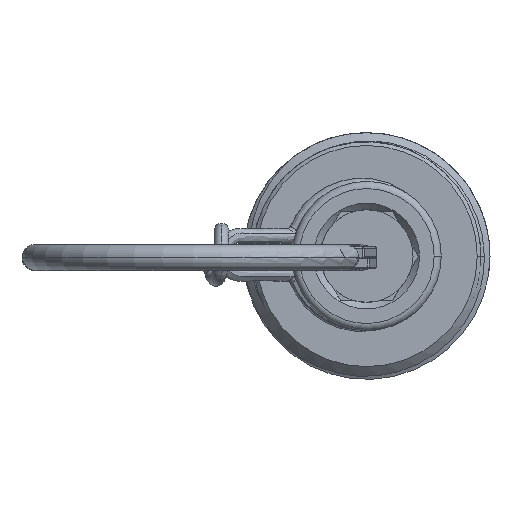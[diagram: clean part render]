
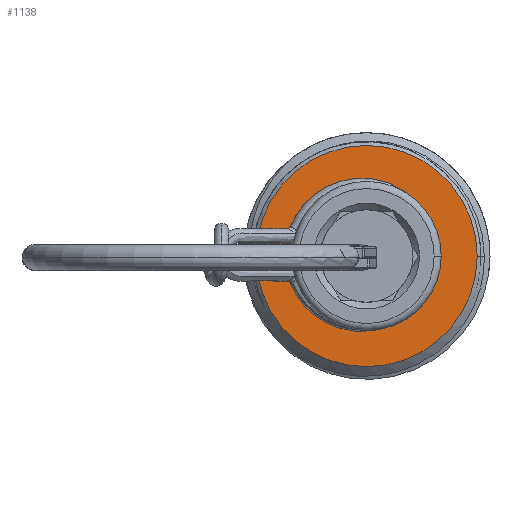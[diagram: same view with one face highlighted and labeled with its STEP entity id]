
A CAD part, left-side view. The second image highlights one B-rep face of the part: STEP entity #1138.
In plain terms, the highlighted planar face has unit normal (-1, 0, 0).
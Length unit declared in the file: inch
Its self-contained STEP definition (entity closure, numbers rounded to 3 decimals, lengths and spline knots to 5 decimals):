
#32 = AXIS2_PLACEMENT_3D ( 'NONE', #6339, #1807, #9295 ) ;
#444 = EDGE_LOOP ( 'NONE', ( #9627, #9828 ) ) ;
#1138 = ADVANCED_FACE ( 'NONE', ( #4459, #1153 ), #4556, .F. ) ;
#1153 = FACE_OUTER_BOUND ( 'NONE', #444, .T. ) ;
#1278 = ORIENTED_EDGE ( 'NONE', *, *, #4967, .F. ) ;
#1638 = CARTESIAN_POINT ( 'NONE',  ( 0.1875, 0., 0. ) ) ;
#1807 = DIRECTION ( 'NONE',  ( -1., 0., 0. ) ) ;
#1968 = CARTESIAN_POINT ( 'NONE',  ( 0.1875, 0.29625, 0. ) ) ;
#2157 = CARTESIAN_POINT ( 'NONE',  ( 0.1875, 0.465, 0. ) ) ;
#2287 = EDGE_CURVE ( 'NONE', #7176, #3845, #7244, .T. ) ;
#2304 = AXIS2_PLACEMENT_3D ( 'NONE', #3154, #8346, #7660 ) ;
#2425 = DIRECTION ( 'NONE',  ( -1., 0., 0. ) ) ;
#3154 = CARTESIAN_POINT ( 'NONE',  ( 0.1875, 0.29625, 0. ) ) ;
#3173 = DIRECTION ( 'NONE',  ( -1., 0., 0. ) ) ;
#3289 = AXIS2_PLACEMENT_3D ( 'NONE', #8428, #2425, #6046 ) ;
#3845 = VERTEX_POINT ( 'NONE', #1968 ) ;
#3866 = CIRCLE ( 'NONE', #32, 0.465 ) ;
#4034 = VERTEX_POINT ( 'NONE', #2157 ) ;
#4459 = FACE_BOUND ( 'NONE', #5295, .T. ) ;
#4556 = PLANE ( 'NONE',  #2304 ) ;
#4967 = EDGE_CURVE ( 'NONE', #3845, #7176, #6342, .T. ) ;
#5039 = DIRECTION ( 'NONE',  ( -1., 0., 0. ) ) ;
#5109 = DIRECTION ( 'NONE',  ( 0., -1., 0. ) ) ;
#5212 = EDGE_CURVE ( 'NONE', #5414, #4034, #3866, .T. ) ;
#5295 = EDGE_LOOP ( 'NONE', ( #7823, #1278 ) ) ;
#5369 = DIRECTION ( 'NONE',  ( 0., -1., 0. ) ) ;
#5414 = VERTEX_POINT ( 'NONE', #5738 ) ;
#5458 = EDGE_CURVE ( 'NONE', #4034, #5414, #6070, .T. ) ;
#5738 = CARTESIAN_POINT ( 'NONE',  ( 0.1875, -0.465, 0. ) ) ;
#6046 = DIRECTION ( 'NONE',  ( 0., -1., 0. ) ) ;
#6070 = CIRCLE ( 'NONE', #7208, 0.465 ) ;
#6339 = CARTESIAN_POINT ( 'NONE',  ( 0.1875, 0., 0. ) ) ;
#6342 = CIRCLE ( 'NONE', #9289, 0.29625 ) ;
#6505 = CARTESIAN_POINT ( 'NONE',  ( 0.1875, -0.29625, 0. ) ) ;
#6627 = CARTESIAN_POINT ( 'NONE',  ( 0.1875, 0., 0. ) ) ;
#7176 = VERTEX_POINT ( 'NONE', #6505 ) ;
#7208 = AXIS2_PLACEMENT_3D ( 'NONE', #6627, #5039, #5109 ) ;
#7244 = CIRCLE ( 'NONE', #3289, 0.29625 ) ;
#7660 = DIRECTION ( 'NONE',  ( 0., 1., 0. ) ) ;
#7823 = ORIENTED_EDGE ( 'NONE', *, *, #2287, .F. ) ;
#8346 = DIRECTION ( 'NONE',  ( 1., 0., 0. ) ) ;
#8428 = CARTESIAN_POINT ( 'NONE',  ( 0.1875, 0., 0. ) ) ;
#9289 = AXIS2_PLACEMENT_3D ( 'NONE', #1638, #3173, #5369 ) ;
#9295 = DIRECTION ( 'NONE',  ( 0., -1., 0. ) ) ;
#9627 = ORIENTED_EDGE ( 'NONE', *, *, #5458, .T. ) ;
#9828 = ORIENTED_EDGE ( 'NONE', *, *, #5212, .T. ) ;
